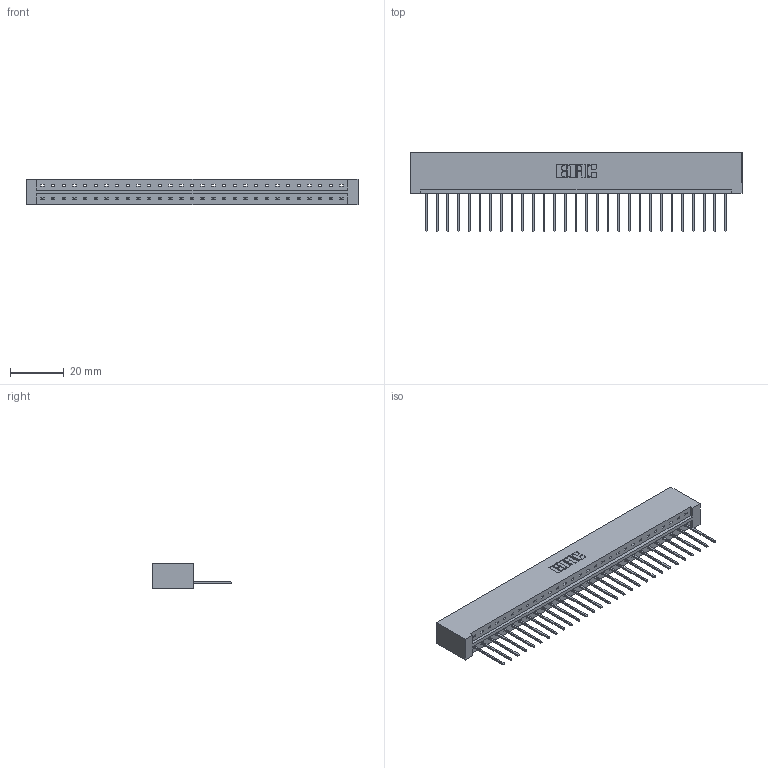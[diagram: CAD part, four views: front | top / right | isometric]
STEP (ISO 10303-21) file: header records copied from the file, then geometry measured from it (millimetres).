
FILE_DESCRIPTION (( 'STEP AP203' ), '1' );
FILE_NAME ('333-029-540-101.STEP', '2018-08-02T16:28:15', ( '' ), ( '' ), 'SwSTEP 2.0', 'SolidWorks 2016', '' );
FILE_SCHEMA (( 'CONFIG_CONTROL_DESIGN' ));
Length unit declared in the file: inch
Products named in the file (3): 333 Part_Lugless; 345-292-001_345-293-140; 333-029-540-101
Assembly tree (30 placements, depth 2):
  333-029-540-101
    333 Part_Lugless
    345-292-001_345-293-140  x29
Bounding box: 123.16 x 29.47 x 9.4 mm (x, y, z)
Volume: 12934.1 mm3; surface area: 14159 mm2
Topology: 30 solids, 30 shells, 1788 faces, 5391 edges, 3554 vertices
Faces by surface type: plane 1284, cylinder 504
Entity records: 19151 total; most frequent: CARTESIAN_POINT 3313, ORIENTED_EDGE 3278, DIRECTION 2813, EDGE_CURVE 1639, VECTOR 1519, LINE 1519, VERTEX_POINT 1090, AXIS2_PLACEMENT_3D 647
